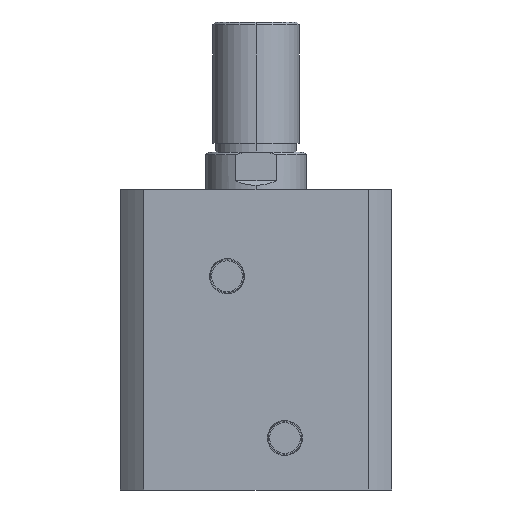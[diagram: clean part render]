
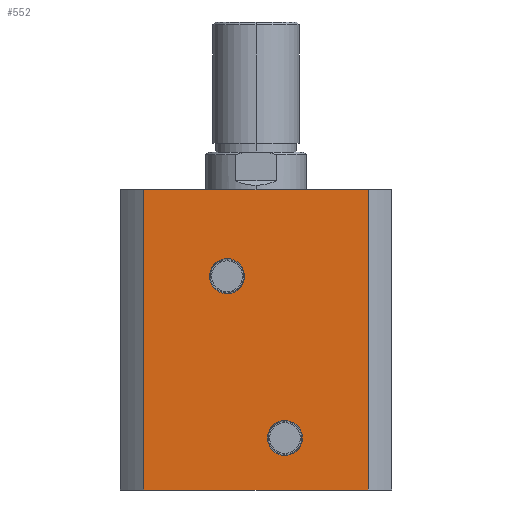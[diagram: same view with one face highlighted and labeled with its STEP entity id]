
A CAD part, left-side view. The second image highlights one B-rep face of the part: STEP entity #552.
In plain terms, the highlighted planar face has unit normal (-1, 0, 0).
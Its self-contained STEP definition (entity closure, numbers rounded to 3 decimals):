
#173 = ORIENTED_EDGE ( 'NONE', *, *, #3354, .F. ) ;
#174 = ORIENTED_EDGE ( 'NONE', *, *, #2792, .F. ) ;
#175 = ORIENTED_EDGE ( 'NONE', *, *, #3355, .F. ) ;
#176 = ORIENTED_EDGE ( 'NONE', *, *, #2784, .F. ) ;
#177 = ORIENTED_EDGE ( 'NONE', *, *, #3356, .T. ) ;
#178 = ORIENTED_EDGE ( 'NONE', *, *, #3357, .F. ) ;
#179 = ORIENTED_EDGE ( 'NONE', *, *, #3358, .F. ) ;
#180 = ORIENTED_EDGE ( 'NONE', *, *, #3352, .T. ) ;
#405 = VERTEX_POINT ( 'NONE', #1592 ) ;
#468 = VERTEX_POINT ( 'NONE', #1685 ) ;
#470 = VERTEX_POINT ( 'NONE', #1687 ) ;
#495 = VERTEX_POINT ( 'NONE', #1712 ) ;
#552 = ADVANCED_FACE ( 'NONE', ( #3672, #3679, #3676 ), #1730, .F. ) ;
#983 = CARTESIAN_POINT ( 'NONE',  ( -47., -10., 18. ) ) ;
#984 = DIRECTION ( 'NONE',  ( -1., 0., 0. ) ) ;
#985 = DIRECTION ( 'NONE',  ( 0., 0., 1. ) ) ;
#1003 = CARTESIAN_POINT ( 'NONE',  ( -47., 10., 74. ) ) ;
#1004 = DIRECTION ( 'NONE',  ( -1., 0., 0. ) ) ;
#1005 = DIRECTION ( 'NONE',  ( 0., 0., 1. ) ) ;
#1252 = CARTESIAN_POINT ( 'NONE',  ( -47., 10., 80.06 ) ) ;
#1256 = CARTESIAN_POINT ( 'NONE',  ( -47., -10., 24.06 ) ) ;
#1258 = CARTESIAN_POINT ( 'NONE',  ( -47., 10., 67.94 ) ) ;
#1271 = DIRECTION ( 'NONE',  ( 0., 0., -1. ) ) ;
#1277 = CARTESIAN_POINT ( 'NONE',  ( -47., 38.884, 104. ) ) ;
#1286 = CARTESIAN_POINT ( 'NONE',  ( -47., 0., 0. ) ) ;
#1287 = DIRECTION ( 'NONE',  ( 0., -1., 0. ) ) ;
#1288 = CARTESIAN_POINT ( 'NONE',  ( -47., 10., 74. ) ) ;
#1289 = DIRECTION ( 'NONE',  ( -1., 0., 0. ) ) ;
#1290 = DIRECTION ( 'NONE',  ( 0., 0., 1. ) ) ;
#1292 = CARTESIAN_POINT ( 'NONE',  ( -47., 0., 104. ) ) ;
#1293 = CARTESIAN_POINT ( 'NONE',  ( -47., -10., 18. ) ) ;
#1294 = DIRECTION ( 'NONE',  ( -1., 0., 0. ) ) ;
#1295 = DIRECTION ( 'NONE',  ( 0., 0., 1. ) ) ;
#1296 = CARTESIAN_POINT ( 'NONE',  ( -47., -38.884, 104. ) ) ;
#1298 = DIRECTION ( 'NONE',  ( 0., 0., -1. ) ) ;
#1299 = DIRECTION ( 'NONE',  ( 0., -1., 0. ) ) ;
#1334 = CARTESIAN_POINT ( 'NONE',  ( -47., -10., 11.94 ) ) ;
#1592 = CARTESIAN_POINT ( 'NONE',  ( -47., 38.884, 0. ) ) ;
#1685 = CARTESIAN_POINT ( 'NONE',  ( -47., -38.884, 0. ) ) ;
#1687 = CARTESIAN_POINT ( 'NONE',  ( -47., 38.884, 104. ) ) ;
#1712 = CARTESIAN_POINT ( 'NONE',  ( -47., -38.884, 104. ) ) ;
#1722 = DIRECTION ( 'NONE',  ( 1., 0., 0. ) ) ;
#1728 = CARTESIAN_POINT ( 'NONE',  ( -47., 0., 104. ) ) ;
#1730 = PLANE ( 'NONE',  #2810 ) ;
#1732 = DIRECTION ( 'NONE',  ( 0., 1., 0. ) ) ;
#2338 = CIRCLE ( 'NONE', #2970, 6.06 ) ;
#2350 = CIRCLE ( 'NONE', #2974, 6.06 ) ;
#2499 = LINE ( 'NONE', #1277, #2501 ) ;
#2500 = LINE ( 'NONE', #1292, #2510 ) ;
#2501 = VECTOR ( 'NONE', #1271, 1000. ) ;
#2502 = CIRCLE ( 'NONE', #3025, 6.06 ) ;
#2503 = CIRCLE ( 'NONE', #3026, 6.06 ) ;
#2504 = LINE ( 'NONE', #1286, #2506 ) ;
#2505 = LINE ( 'NONE', #1296, #2508 ) ;
#2506 = VECTOR ( 'NONE', #1287, 1000. ) ;
#2508 = VECTOR ( 'NONE', #1298, 1000. ) ;
#2510 = VECTOR ( 'NONE', #1299, 1000. ) ;
#2784 = EDGE_CURVE ( 'NONE', #3699, #3270, #2338, .T. ) ;
#2792 = EDGE_CURVE ( 'NONE', #3272, #3266, #2350, .T. ) ;
#2810 = AXIS2_PLACEMENT_3D ( 'NONE', #1728, #1722, #1732 ) ;
#2970 = AXIS2_PLACEMENT_3D ( 'NONE', #983, #984, #985 ) ;
#2974 = AXIS2_PLACEMENT_3D ( 'NONE', #1003, #1004, #1005 ) ;
#3025 = AXIS2_PLACEMENT_3D ( 'NONE', #1288, #1289, #1290 ) ;
#3026 = AXIS2_PLACEMENT_3D ( 'NONE', #1293, #1294, #1295 ) ;
#3266 = VERTEX_POINT ( 'NONE', #1252 ) ;
#3270 = VERTEX_POINT ( 'NONE', #1256 ) ;
#3272 = VERTEX_POINT ( 'NONE', #1258 ) ;
#3306 = EDGE_LOOP ( 'NONE', ( #173, #174 ) ) ;
#3309 = EDGE_LOOP ( 'NONE', ( #175, #176 ) ) ;
#3310 = EDGE_LOOP ( 'NONE', ( #177, #178, #179, #180 ) ) ;
#3352 = EDGE_CURVE ( 'NONE', #470, #405, #2499, .T. ) ;
#3354 = EDGE_CURVE ( 'NONE', #3266, #3272, #2502, .T. ) ;
#3355 = EDGE_CURVE ( 'NONE', #3270, #3699, #2503, .T. ) ;
#3356 = EDGE_CURVE ( 'NONE', #405, #468, #2504, .T. ) ;
#3357 = EDGE_CURVE ( 'NONE', #495, #468, #2505, .T. ) ;
#3358 = EDGE_CURVE ( 'NONE', #470, #495, #2500, .T. ) ;
#3672 = FACE_BOUND ( 'NONE', #3306, .T. ) ;
#3676 = FACE_OUTER_BOUND ( 'NONE', #3310, .T. ) ;
#3679 = FACE_BOUND ( 'NONE', #3309, .T. ) ;
#3699 = VERTEX_POINT ( 'NONE', #1334 ) ;
